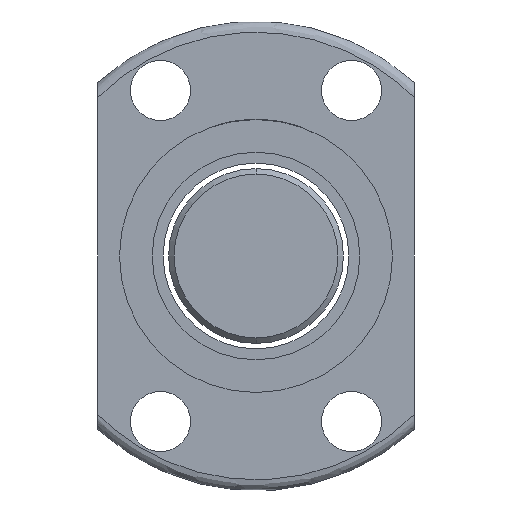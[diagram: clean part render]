
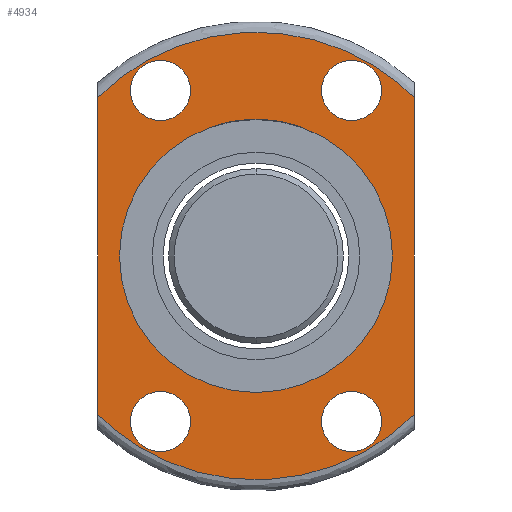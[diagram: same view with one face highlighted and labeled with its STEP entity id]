
A CAD part, left-side view. The second image highlights one B-rep face of the part: STEP entity #4934.
In plain terms, the highlighted planar face has unit normal (-1, 0, 0).
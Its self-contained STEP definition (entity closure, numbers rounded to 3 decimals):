
#78 = CARTESIAN_POINT ( 'NONE',  ( -25., 14.5, 14.491 ) ) ;
#112 = VERTEX_POINT ( 'NONE', #11569 ) ;
#275 = DIRECTION ( 'NONE',  ( 0., -1., 0. ) ) ;
#424 = CARTESIAN_POINT ( 'NONE',  ( -25., -6.007, -22.989 ) ) ;
#456 = EDGE_CURVE ( 'NONE', #13877, #7809, #3608, .T. ) ;
#598 = CARTESIAN_POINT ( 'NONE',  ( -25., 14.5, -14.491 ) ) ;
#948 = EDGE_CURVE ( 'NONE', #17677, #6890, #16858, .T. ) ;
#1354 = CARTESIAN_POINT ( 'NONE',  ( -25., -8.75, 15.16 ) ) ;
#1428 = EDGE_LOOP ( 'NONE', ( #8550, #17351 ) ) ;
#1756 = CARTESIAN_POINT ( 'NONE',  ( -25., 8.75, -15.16 ) ) ;
#2065 = ORIENTED_EDGE ( 'NONE', *, *, #9707, .F. ) ;
#2079 = CIRCLE ( 'NONE', #20736, 2.75 ) ;
#2101 = EDGE_LOOP ( 'NONE', ( #9149, #6700 ) ) ;
#2149 = ORIENTED_EDGE ( 'NONE', *, *, #10794, .F. ) ;
#2363 = CARTESIAN_POINT ( 'NONE',  ( -25., 12.5, 0. ) ) ;
#2458 = ORIENTED_EDGE ( 'NONE', *, *, #12151, .F. ) ;
#2556 = ORIENTED_EDGE ( 'NONE', *, *, #17987, .F. ) ;
#2609 = FACE_BOUND ( 'NONE', #2880, .T. ) ;
#2779 = CIRCLE ( 'NONE', #8726, 2.75 ) ;
#2880 = EDGE_LOOP ( 'NONE', ( #2149, #2556 ) ) ;
#3285 = EDGE_CURVE ( 'NONE', #21398, #6639, #2079, .T. ) ;
#3344 = CARTESIAN_POINT ( 'NONE',  ( -25., 8.75, -15.16 ) ) ;
#3536 = ORIENTED_EDGE ( 'NONE', *, *, #456, .F. ) ;
#3546 = AXIS2_PLACEMENT_3D ( 'NONE', #11676, #20975, #15213 ) ;
#3608 = LINE ( 'NONE', #18674, #14892 ) ;
#3647 = CARTESIAN_POINT ( 'NONE',  ( -25., -14.5, -14.491 ) ) ;
#4151 = DIRECTION ( 'NONE',  ( 0., -1., 0. ) ) ;
#4252 = EDGE_CURVE ( 'NONE', #6890, #17677, #19931, .T. ) ;
#4562 = DIRECTION ( 'NONE',  ( -1., 0., 0. ) ) ;
#4699 = AXIS2_PLACEMENT_3D ( 'NONE', #16873, #15216, #4151 ) ;
#4863 = CARTESIAN_POINT ( 'NONE',  ( -25., 14.5, 14.491 ) ) ;
#4934 = ADVANCED_FACE ( 'NONE', ( #20487, #7532, #2609, #19318, #6389, #21063 ), #14140, .F. ) ;
#5157 = CARTESIAN_POINT ( 'NONE',  ( -25., -12.5, 0. ) ) ;
#5694 = CARTESIAN_POINT ( 'NONE',  ( -25., 6.007, -22.989 ) ) ;
#6074 = DIRECTION ( 'NONE',  ( 0., 0., -1. ) ) ;
#6131 = AXIS2_PLACEMENT_3D ( 'NONE', #23266, #8673, #10769 ) ;
#6389 = FACE_BOUND ( 'NONE', #19002, .T. ) ;
#6517 = DIRECTION ( 'NONE',  ( -1., 0., 0. ) ) ;
#6639 = VERTEX_POINT ( 'NONE', #12341 ) ;
#6700 = ORIENTED_EDGE ( 'NONE', *, *, #11483, .F. ) ;
#6722 = VECTOR ( 'NONE', #6074, 1000. ) ;
#6742 = VERTEX_POINT ( 'NONE', #3647 ) ;
#6763 = CARTESIAN_POINT ( 'NONE',  ( -25., -6.007, 22.989 ) ) ;
#6890 = VERTEX_POINT ( 'NONE', #2363 ) ;
#6891 = CARTESIAN_POINT ( 'NONE',  ( -25., -6., 15.16 ) ) ;
#7018 = DIRECTION ( 'NONE',  ( -1., 0., 0. ) ) ;
#7247 = CARTESIAN_POINT ( 'NONE',  ( -25., 6., 15.16 ) ) ;
#7293 = LINE ( 'NONE', #15110, #6722 ) ;
#7400 = DIRECTION ( 'NONE',  ( -1., 0., 0. ) ) ;
#7532 = FACE_BOUND ( 'NONE', #2101, .T. ) ;
#7771 = CARTESIAN_POINT ( 'NONE',  ( -25., -11.5, 15.16 ) ) ;
#7809 = VERTEX_POINT ( 'NONE', #78 ) ;
#7843 = CIRCLE ( 'NONE', #11598, 2.75 ) ;
#8019 = CIRCLE ( 'NONE', #3546, 2.75 ) ;
#8041 = EDGE_LOOP ( 'NONE', ( #3536, #2458, #15971, #12955 ) ) ;
#8261 = CIRCLE ( 'NONE', #11808, 2.75 ) ;
#8381 = DIRECTION ( 'NONE',  ( 0., -1., 0. ) ) ;
#8550 = ORIENTED_EDGE ( 'NONE', *, *, #948, .F. ) ;
#8673 = DIRECTION ( 'NONE',  ( 1., 0., 0. ) ) ;
#8726 = AXIS2_PLACEMENT_3D ( 'NONE', #1354, #10536, #21684 ) ;
#8761 = VERTEX_POINT ( 'NONE', #7247 ) ;
#8868 = EDGE_CURVE ( 'NONE', #8761, #112, #8019, .T. ) ;
#9149 = ORIENTED_EDGE ( 'NONE', *, *, #3285, .F. ) ;
#9270 = VERTEX_POINT ( 'NONE', #7771 ) ;
#9707 = EDGE_CURVE ( 'NONE', #21832, #9270, #16625, .T. ) ;
#9970 = EDGE_CURVE ( 'NONE', #9270, #21832, #2779, .T. ) ;
#10228 = CARTESIAN_POINT ( 'NONE',  ( -25., 6., -15.16 ) ) ;
#10536 = DIRECTION ( 'NONE',  ( -1., 0., 0. ) ) ;
#10769 = DIRECTION ( 'NONE',  ( 0., 1., 0. ) ) ;
#10794 = EDGE_CURVE ( 'NONE', #13362, #12472, #8261, .T. ) ;
#11291 = CARTESIAN_POINT ( 'NONE',  ( -25., -14.5, -14.491 ) ) ;
#11483 = EDGE_CURVE ( 'NONE', #6639, #21398, #12851, .T. ) ;
#11489 =( BOUNDED_CURVE ( )  B_SPLINE_CURVE ( 3, ( #11291, #424, #5694, #18742 ),
 .UNSPECIFIED., .F., .F. ) 
 B_SPLINE_CURVE_WITH_KNOTS ( ( 4, 4 ),
 ( 0., 1. ),
 .UNSPECIFIED. ) 
 CURVE ( )  GEOMETRIC_REPRESENTATION_ITEM ( )  RATIONAL_B_SPLINE_CURVE ( ( 1., 0.805, 0.805, 1. ) ) 
 REPRESENTATION_ITEM ( '' )  );
#11569 = CARTESIAN_POINT ( 'NONE',  ( -25., 11.5, 15.16 ) ) ;
#11598 = AXIS2_PLACEMENT_3D ( 'NONE', #18583, #18333, #275 ) ;
#11630 =( BOUNDED_CURVE ( )  B_SPLINE_CURVE ( 3, ( #4863, #19611, #6763, #15754 ),
 .UNSPECIFIED., .F., .F. ) 
 B_SPLINE_CURVE_WITH_KNOTS ( ( 4, 4 ),
 ( 0., 1. ),
 .UNSPECIFIED. ) 
 CURVE ( )  GEOMETRIC_REPRESENTATION_ITEM ( )  RATIONAL_B_SPLINE_CURVE ( ( 1., 0.805, 0.805, 1. ) ) 
 REPRESENTATION_ITEM ( '' )  );
#11676 = CARTESIAN_POINT ( 'NONE',  ( -25., 8.75, 15.16 ) ) ;
#11774 = CARTESIAN_POINT ( 'NONE',  ( -25., -8.75, 15.16 ) ) ;
#11808 = AXIS2_PLACEMENT_3D ( 'NONE', #13694, #6517, #21078 ) ;
#12151 = EDGE_CURVE ( 'NONE', #6742, #13877, #11489, .T. ) ;
#12341 = CARTESIAN_POINT ( 'NONE',  ( -25., 11.5, -15.16 ) ) ;
#12472 = VERTEX_POINT ( 'NONE', #15388 ) ;
#12560 = AXIS2_PLACEMENT_3D ( 'NONE', #11774, #13785, #8381 ) ;
#12851 = CIRCLE ( 'NONE', #19509, 2.75 ) ;
#12955 = ORIENTED_EDGE ( 'NONE', *, *, #16462, .F. ) ;
#13362 = VERTEX_POINT ( 'NONE', #22621 ) ;
#13694 = CARTESIAN_POINT ( 'NONE',  ( -25., -8.75, -15.16 ) ) ;
#13785 = DIRECTION ( 'NONE',  ( -1., 0., 0. ) ) ;
#13877 = VERTEX_POINT ( 'NONE', #598 ) ;
#14140 = PLANE ( 'NONE',  #6131 ) ;
#14343 = DIRECTION ( 'NONE',  ( 0., -1., 0. ) ) ;
#14681 = DIRECTION ( 'NONE',  ( 0., -1., 0. ) ) ;
#14892 = VECTOR ( 'NONE', #22603, 1000. ) ;
#15110 = CARTESIAN_POINT ( 'NONE',  ( -25., -14.5, 0. ) ) ;
#15213 = DIRECTION ( 'NONE',  ( 0., -1., 0. ) ) ;
#15216 = DIRECTION ( 'NONE',  ( -1., 0., 0. ) ) ;
#15388 = CARTESIAN_POINT ( 'NONE',  ( -25., -6., -15.16 ) ) ;
#15754 = CARTESIAN_POINT ( 'NONE',  ( -25., -14.5, 14.491 ) ) ;
#15971 = ORIENTED_EDGE ( 'NONE', *, *, #17392, .F. ) ;
#16462 = EDGE_CURVE ( 'NONE', #7809, #17381, #11630, .T. ) ;
#16537 = AXIS2_PLACEMENT_3D ( 'NONE', #19300, #4562, #17446 ) ;
#16625 = CIRCLE ( 'NONE', #12560, 2.75 ) ;
#16858 = CIRCLE ( 'NONE', #21172, 12.5 ) ;
#16873 = CARTESIAN_POINT ( 'NONE',  ( -25., 0., 0. ) ) ;
#17351 = ORIENTED_EDGE ( 'NONE', *, *, #4252, .F. ) ;
#17381 = VERTEX_POINT ( 'NONE', #18933 ) ;
#17392 = EDGE_CURVE ( 'NONE', #17381, #6742, #7293, .T. ) ;
#17446 = DIRECTION ( 'NONE',  ( 0., -1., 0. ) ) ;
#17677 = VERTEX_POINT ( 'NONE', #5157 ) ;
#17740 = EDGE_CURVE ( 'NONE', #112, #8761, #7843, .T. ) ;
#17987 = EDGE_CURVE ( 'NONE', #12472, #13362, #21909, .T. ) ;
#18333 = DIRECTION ( 'NONE',  ( -1., 0., 0. ) ) ;
#18389 = CARTESIAN_POINT ( 'NONE',  ( -25., 0., 0. ) ) ;
#18583 = CARTESIAN_POINT ( 'NONE',  ( -25., 8.75, 15.16 ) ) ;
#18674 = CARTESIAN_POINT ( 'NONE',  ( -25., 14.5, 0. ) ) ;
#18742 = CARTESIAN_POINT ( 'NONE',  ( -25., 14.5, -14.491 ) ) ;
#18747 = EDGE_LOOP ( 'NONE', ( #23816, #2065 ) ) ;
#18933 = CARTESIAN_POINT ( 'NONE',  ( -25., -14.5, 14.491 ) ) ;
#19002 = EDGE_LOOP ( 'NONE', ( #22196, #22179 ) ) ;
#19300 = CARTESIAN_POINT ( 'NONE',  ( -25., -8.75, -15.16 ) ) ;
#19318 = FACE_BOUND ( 'NONE', #18747, .T. ) ;
#19509 = AXIS2_PLACEMENT_3D ( 'NONE', #1756, #23584, #14681 ) ;
#19611 = CARTESIAN_POINT ( 'NONE',  ( -25., 6.007, 22.989 ) ) ;
#19931 = CIRCLE ( 'NONE', #4699, 12.5 ) ;
#20487 = FACE_OUTER_BOUND ( 'NONE', #8041, .T. ) ;
#20736 = AXIS2_PLACEMENT_3D ( 'NONE', #3344, #7018, #14343 ) ;
#20975 = DIRECTION ( 'NONE',  ( -1., 0., 0. ) ) ;
#21063 = FACE_BOUND ( 'NONE', #1428, .T. ) ;
#21078 = DIRECTION ( 'NONE',  ( 0., -1., 0. ) ) ;
#21172 = AXIS2_PLACEMENT_3D ( 'NONE', #18389, #7400, #22487 ) ;
#21398 = VERTEX_POINT ( 'NONE', #10228 ) ;
#21684 = DIRECTION ( 'NONE',  ( 0., -1., 0. ) ) ;
#21832 = VERTEX_POINT ( 'NONE', #6891 ) ;
#21909 = CIRCLE ( 'NONE', #16537, 2.75 ) ;
#22179 = ORIENTED_EDGE ( 'NONE', *, *, #17740, .F. ) ;
#22196 = ORIENTED_EDGE ( 'NONE', *, *, #8868, .F. ) ;
#22487 = DIRECTION ( 'NONE',  ( 0., -1., 0. ) ) ;
#22603 = DIRECTION ( 'NONE',  ( 0., 0., 1. ) ) ;
#22621 = CARTESIAN_POINT ( 'NONE',  ( -25., -11.5, -15.16 ) ) ;
#23266 = CARTESIAN_POINT ( 'NONE',  ( -25., 16.5, 0. ) ) ;
#23584 = DIRECTION ( 'NONE',  ( -1., 0., 0. ) ) ;
#23816 = ORIENTED_EDGE ( 'NONE', *, *, #9970, .F. ) ;
